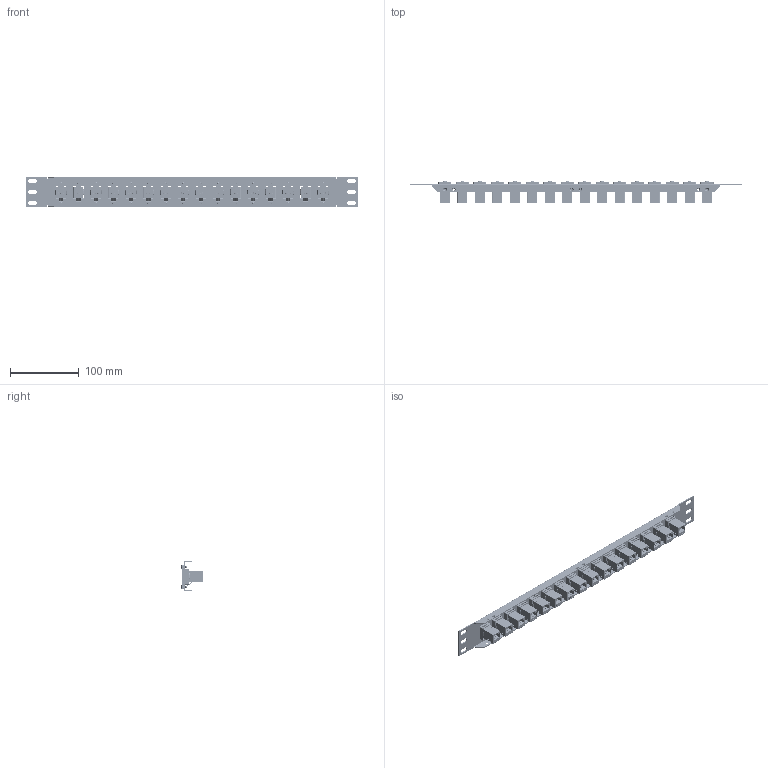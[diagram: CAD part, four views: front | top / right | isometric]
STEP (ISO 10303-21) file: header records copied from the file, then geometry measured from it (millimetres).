
FILE_DESCRIPTION (( 'STEP AP203' ), '1' );
FILE_NAME ('PR175F504B-SC6.STEP', '2014-10-15T19:06:23', ( 'x' ), ( '' ), 'SwSTEP 2.0', 'SolidWorks 2014', '' );
FILE_SCHEMA (( 'CONFIG_CONTROL_DESIGN' ));
Length unit declared in the file: inch
Products named in the file (5): PR175F504B; ECF-SK_with Global Connectivity logo; TDG1026KS-C6; 91772A106_default; PR175F504B-SC6
Assembly tree (65 placements, depth 2):
  PR175F504B-SC6
    PR175F504B
    ECF-SK_with Global Connectivity logo  x16
    TDG1026KS-C6  x16
    91772A106_default  x32
Bounding box: 482.6 x 32 x 43.94 mm (x, y, z)
Volume: 140892.6 mm3; surface area: 151011.9 mm2
Topology: 65 solids, 65 shells, 11324 faces, 30653 edges, 19790 vertices
Faces by surface type: plane 5326, bspline 2870, cylinder 1584, cone 1240, sphere 192, torus 112
Entity records: 56062 total; most frequent: CARTESIAN_POINT 23879, ORIENTED_EDGE 6792, DIRECTION 5061, EDGE_CURVE 3396, VERTEX_POINT 2236, VECTOR 2225, LINE 2225, EDGE_LOOP 1492
